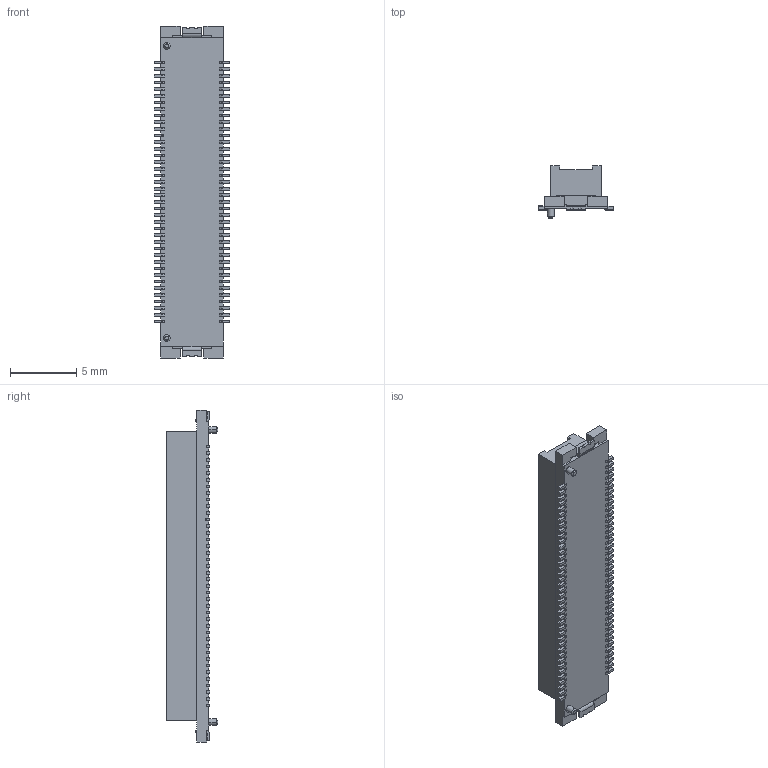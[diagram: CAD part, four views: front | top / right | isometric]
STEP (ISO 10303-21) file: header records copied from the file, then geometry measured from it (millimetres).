
FILE_DESCRIPTION(('OneSpaceDesigner STEP Export'),'2;1');
FILE_NAME('DF17(1_0H)-80DP-0_5V.stp','2008-03-11T21:00:07',(''),(''),'OneSpace Designer STEP processor for AP214 (Solid Model)','OneSpace Modeling 15.00A 14-Mar-2007 (C) CoCreate Software GmbH','');
FILE_SCHEMA(('AUTOMOTIVE_DESIGN { 1 0 10303 214 1 1 1 1 }'));
Length unit declared in the file: millimetre
Products named in the file (1): DF17(1.0H)-80DP-0.5V
Bounding box: 5.7 x 3.9 x 25 mm (x, y, z)
Volume: 177.4 mm3; surface area: 561.3 mm2
Topology: 1 solids, 1 shells, 1465 faces, 4375 edges, 2915 vertices
Faces by surface type: plane 1049, cylinder 412, cone 4
Entity records: 48616 total; most frequent: ORIENTED_EDGE 8750, CARTESIAN_POINT 8654, DIRECTION 8018, EDGE_CURVE 4375, VECTOR 3460, LINE 3460, VERTEX_POINT 2915, AXIS2_PLACEMENT_3D 2279
